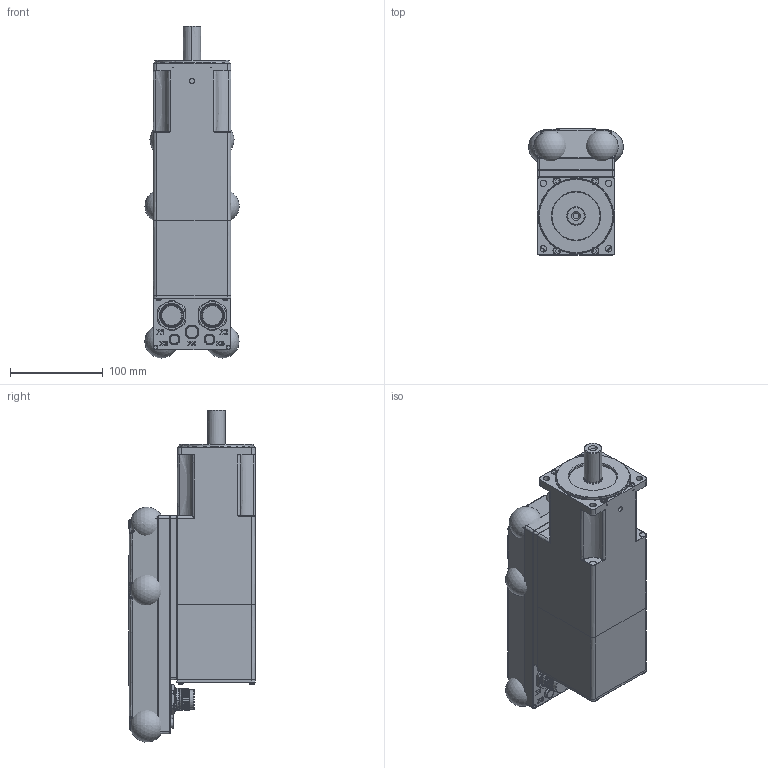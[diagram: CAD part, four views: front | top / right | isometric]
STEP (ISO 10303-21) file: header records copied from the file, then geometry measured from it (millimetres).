
FILE_DESCRIPTION((''),'2;1');
FILE_NAME('ISD510_SIZE2_A_3_8','2016-08-11T',('u269700'),(''),'CREO PARAMETRIC BY PTC INC, 2015200','CREO PARAMETRIC BY PTC INC, 2015200','');
FILE_SCHEMA(('CONFIG_CONTROL_DESIGN'));
Products named in the file (1): ISD510_SIZE2_A_3_8
Bounding box: 101.94 x 136.57 x 358.57 mm (x, y, z)
Surface area: 208324.9 mm2 (no closed solid volume)
Topology: 0 solids, 0 shells, 1832 faces, 10082 edges, 9987 vertices
Faces by surface type: bspline 1682, torus 128, sphere 22
Entity records: 194786 total; most frequent: CARTESIAN_POINT 108296, DIRECTION 12682, TRIMMED_CURVE 11127, DEFINITIONAL_REPRESENTATION 9886, PCURVE 9886, COMPOSITE_CURVE_SEGMENT 9886, VECTOR 9872, LINE 9872
